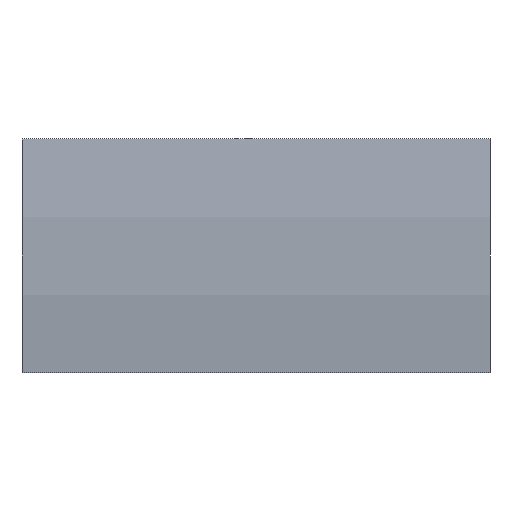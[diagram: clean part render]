
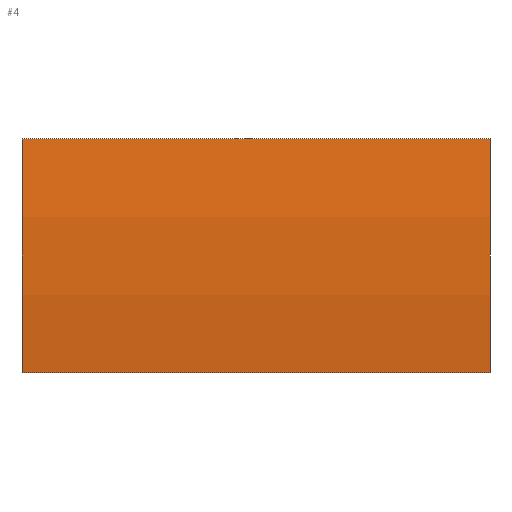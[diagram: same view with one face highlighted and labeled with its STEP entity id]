
A CAD part, left-side view. The second image highlights one B-rep face of the part: STEP entity #4.
In plain terms, the highlighted cylindrical face has radius 34.35 mm (diameter 68.7 mm), a partial arc.
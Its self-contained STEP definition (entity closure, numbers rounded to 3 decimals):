
#1 = CARTESIAN_POINT ( 'NONE',  ( -29.629, 0., -5. ) ) ;
#4 = ADVANCED_FACE ( 'NONE', ( #192 ), #191, .T. ) ;
#10 = AXIS2_PLACEMENT_3D ( 'NONE', #154, #142, #19 ) ;
#16 = DIRECTION ( 'NONE',  ( 0., 0., 1. ) ) ;
#19 = DIRECTION ( 'NONE',  ( 0., 0., -1. ) ) ;
#20 = LINE ( 'NONE', #193, #28 ) ;
#21 = EDGE_CURVE ( 'NONE', #128, #36, #97, .T. ) ;
#23 = DIRECTION ( 'NONE',  ( 0., 1., 0. ) ) ;
#24 = LINE ( 'NONE', #33, #204 ) ;
#28 = VECTOR ( 'NONE', #83, 1000. ) ;
#31 = CARTESIAN_POINT ( 'NONE',  ( -29.629, 0., 5. ) ) ;
#33 = CARTESIAN_POINT ( 'NONE',  ( -29.629, 20., 5. ) ) ;
#36 = VERTEX_POINT ( 'NONE', #31 ) ;
#37 = ORIENTED_EDGE ( 'NONE', *, *, #53, .F. ) ;
#51 = CIRCLE ( 'NONE', #145, 34.35 ) ;
#53 = EDGE_CURVE ( 'NONE', #61, #162, #51, .T. ) ;
#61 = VERTEX_POINT ( 'NONE', #186 ) ;
#71 = CARTESIAN_POINT ( 'NONE',  ( 4.355, 0., 0. ) ) ;
#83 = DIRECTION ( 'NONE',  ( 0., -1., 0. ) ) ;
#92 = ORIENTED_EDGE ( 'NONE', *, *, #150, .T. ) ;
#96 = DIRECTION ( 'NONE',  ( 0., 1., 0. ) ) ;
#97 = CIRCLE ( 'NONE', #113, 34.35 ) ;
#113 = AXIS2_PLACEMENT_3D ( 'NONE', #71, #96, #181 ) ;
#125 = CARTESIAN_POINT ( 'NONE',  ( -29.629, 20., 5. ) ) ;
#128 = VERTEX_POINT ( 'NONE', #1 ) ;
#130 = DIRECTION ( 'NONE',  ( 0., -1., 0. ) ) ;
#133 = EDGE_LOOP ( 'NONE', ( #171, #195, #37, #92 ) ) ;
#142 = DIRECTION ( 'NONE',  ( 0., -1., 0. ) ) ;
#144 = EDGE_CURVE ( 'NONE', #162, #36, #24, .T. ) ;
#145 = AXIS2_PLACEMENT_3D ( 'NONE', #177, #23, #16 ) ;
#150 = EDGE_CURVE ( 'NONE', #61, #128, #20, .T. ) ;
#154 = CARTESIAN_POINT ( 'NONE',  ( 4.355, 20., 0. ) ) ;
#162 = VERTEX_POINT ( 'NONE', #125 ) ;
#171 = ORIENTED_EDGE ( 'NONE', *, *, #21, .T. ) ;
#177 = CARTESIAN_POINT ( 'NONE',  ( 4.355, 20., 0. ) ) ;
#181 = DIRECTION ( 'NONE',  ( 0., 0., 1. ) ) ;
#186 = CARTESIAN_POINT ( 'NONE',  ( -29.629, 20., -5. ) ) ;
#191 = CYLINDRICAL_SURFACE ( 'NONE', #10, 34.35 ) ;
#192 = FACE_OUTER_BOUND ( 'NONE', #133, .T. ) ;
#193 = CARTESIAN_POINT ( 'NONE',  ( -29.629, 20., -5. ) ) ;
#195 = ORIENTED_EDGE ( 'NONE', *, *, #144, .F. ) ;
#204 = VECTOR ( 'NONE', #130, 1000. ) ;
